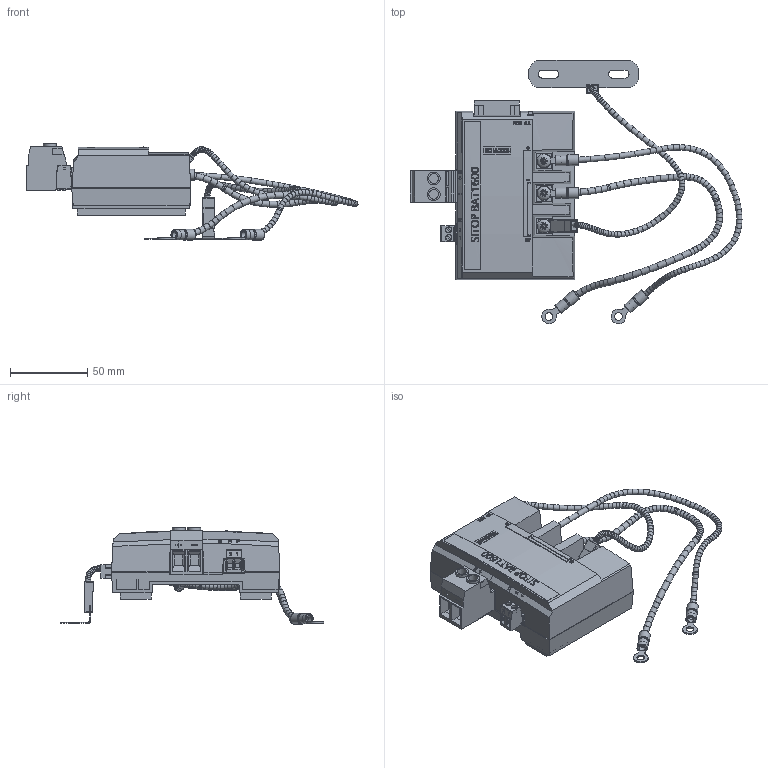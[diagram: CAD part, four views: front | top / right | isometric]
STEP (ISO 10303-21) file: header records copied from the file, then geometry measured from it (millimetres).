
FILE_DESCRIPTION(/* description */ (''),/* implementation_level */ '2;1');
FILE_NAME(/* name */ '6ep41300gj000ay0_001_stp.stp',/* time_stamp */ '2021-06-02T15:46:21+03:00',/* author */ (''),/* organization */ (''),/* preprocessor_version */ 'ST-DEVELOPER v16.7',/* originating_system */ 'SIEMENS PLM Software NX 12.0',/* authorisation */ '');
FILE_SCHEMA (('AUTOMOTIVE_DESIGN { 1 0 10303 214 3 1 1 1 }'));
Length unit declared in the file: millimetre
Products named in the file (1): BAT Monitor
Bounding box: 215 x 170.75 x 62.58 mm (x, y, z)
Volume: 137735.7 mm3; surface area: 103559.7 mm2
Topology: 52 solids, 54 shells, 2123 faces, 5516 edges, 3536 vertices
Faces by surface type: plane 1336, cylinder 248, torus 241, extrusion 214, cone 51, sphere 21, bspline 12
Full cylindrical faces by diameter (mm): 0.609 x1, 1.4 x2, 1.83 x2, 1.96 x3, 2.8 x1, 3.5 x4, 3.783 x2, 4 x7, 4.134 x3, 5 x7, 5.3 x1, 6 x4, 6.2 x4, 6.3 x2, 6.7 x8, 7.2 x4, 8.3 x2, 8.8 x3
Entity records: 72487 total; most frequent: CARTESIAN_POINT 17728, ORIENTED_EDGE 10328, DIRECTION 9725, EDGE_CURVE 5164, VECTOR 3699, VERTEX_POINT 3499, LINE 3485, AXIS2_PLACEMENT_3D 3013
